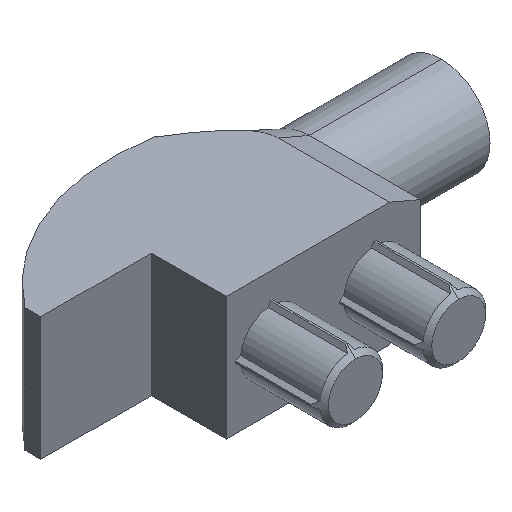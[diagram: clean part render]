
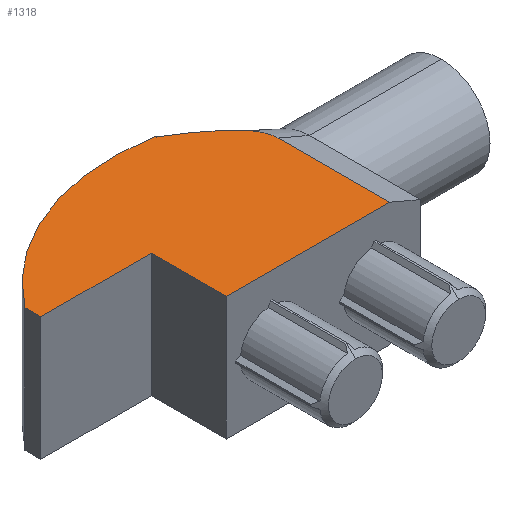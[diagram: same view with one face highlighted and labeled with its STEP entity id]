
A CAD part, isometric view. The second image highlights one B-rep face of the part: STEP entity #1318.
In plain terms, the highlighted planar face has unit normal (0, 0, 1).
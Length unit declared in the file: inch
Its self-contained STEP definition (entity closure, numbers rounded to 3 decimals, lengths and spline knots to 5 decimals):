
#27 = CARTESIAN_POINT ( 'NONE',  ( -0.235, 0.085, 0.07 ) ) ;
#37 = VERTEX_POINT ( 'NONE', #905 ) ;
#44 = PLANE ( 'NONE',  #1542 ) ;
#53 = DIRECTION ( 'NONE',  ( 1., 0., 0. ) ) ;
#57 = EDGE_CURVE ( 'NONE', #579, #37, #319, .T. ) ;
#64 = CARTESIAN_POINT ( 'NONE',  ( 0.07489, 0.13019, 0.07 ) ) ;
#115 = VERTEX_POINT ( 'NONE', #513 ) ;
#128 = EDGE_CURVE ( 'NONE', #446, #1421, #1273, .T. ) ;
#169 = DIRECTION ( 'NONE',  ( 0., -1., 0. ) ) ;
#200 = VERTEX_POINT ( 'NONE', #1144 ) ;
#274 = CARTESIAN_POINT ( 'NONE',  ( -0.235, 0.10301, 0.07 ) ) ;
#319 = LINE ( 'NONE', #1779, #1464 ) ;
#335 = CARTESIAN_POINT ( 'NONE',  ( 0.04204, 0.17273, 0.07 ) ) ;
#341 = CARTESIAN_POINT ( 'NONE',  ( 0.02141, 0.18711, 0.07 ) ) ;
#342 = ORIENTED_EDGE ( 'NONE', *, *, #57, .T. ) ;
#367 = CARTESIAN_POINT ( 'NONE',  ( 0.07395, 0.13443, 0.07 ) ) ;
#378 = EDGE_LOOP ( 'NONE', ( #1217, #890, #1839, #974, #1115, #862, #1670, #342, #554 ) ) ;
#446 = VERTEX_POINT ( 'NONE', #929 ) ;
#492 = CARTESIAN_POINT ( 'NONE',  ( 0.03528, 0.17767, 0.07 ) ) ;
#498 = CARTESIAN_POINT ( 'NONE',  ( 0.0071, -0.04497, 0.07 ) ) ;
#513 = CARTESIAN_POINT ( 'NONE',  ( 0.0071, 0.19695, 0.07 ) ) ;
#521 = CARTESIAN_POINT ( 'NONE',  ( 0.07489, 0., 0.07 ) ) ;
#551 = CARTESIAN_POINT ( 'NONE',  ( -0.11, 0.085, 0.07 ) ) ;
#553 = VECTOR ( 'NONE', #781, 39.37008 ) ;
#554 = ORIENTED_EDGE ( 'NONE', *, *, #1730, .T. ) ;
#562 = CARTESIAN_POINT ( 'NONE',  ( -0.235, 0.085, 0.07 ) ) ;
#564 = DIRECTION ( 'NONE',  ( 0., 1., 0. ) ) ;
#579 = VERTEX_POINT ( 'NONE', #551 ) ;
#612 = VERTEX_POINT ( 'NONE', #562 ) ;
#628 = CARTESIAN_POINT ( 'NONE',  ( -0.03831, -0.04497, 0.07 ) ) ;
#645 = CARTESIAN_POINT ( 'NONE',  ( 0.07078, 0.14225, 0.07 ) ) ;
#668 = LINE ( 'NONE', #27, #1045 ) ;
#679 = EDGE_CURVE ( 'NONE', #1170, #446, #1087, .T. ) ;
#685 = CARTESIAN_POINT ( 'NONE',  ( 0.0071, 0.19596, 0.07 ) ) ;
#713 = CARTESIAN_POINT ( 'NONE',  ( 0.07489, -0.084, 0.07 ) ) ;
#761 = DIRECTION ( 'NONE',  ( 1., 0., 0. ) ) ;
#771 = DIRECTION ( 'NONE',  ( 1., 0., 0. ) ) ;
#780 = LINE ( 'NONE', #1766, #1505 ) ;
#781 = DIRECTION ( 'NONE',  ( 0., 1., 0. ) ) ;
#784 = CARTESIAN_POINT ( 'NONE',  ( 0.06107, 0.15605, 0.07 ) ) ;
#821 = VECTOR ( 'NONE', #53, 39.37008 ) ;
#856 = LINE ( 'NONE', #1484, #821 ) ;
#862 = ORIENTED_EDGE ( 'NONE', *, *, #1276, .T. ) ;
#890 = ORIENTED_EDGE ( 'NONE', *, *, #128, .T. ) ;
#899 = DIRECTION ( 'NONE',  ( 0., -1., 0. ) ) ;
#901 = AXIS2_PLACEMENT_3D ( 'NONE', #628, #1632, #771 ) ;
#905 = CARTESIAN_POINT ( 'NONE',  ( -0.11, 0., 0.07 ) ) ;
#912 = VECTOR ( 'NONE', #1300, 39.37008 ) ;
#920 = EDGE_CURVE ( 'NONE', #115, #200, #959, .T. ) ;
#929 = CARTESIAN_POINT ( 'NONE',  ( 0.07489, 0.126, 0.07 ) ) ;
#959 = LINE ( 'NONE', #1152, #912 ) ;
#974 = ORIENTED_EDGE ( 'NONE', *, *, #920, .T. ) ;
#1014 = EDGE_CURVE ( 'NONE', #612, #579, #780, .T. ) ;
#1020 = LINE ( 'NONE', #498, #553 ) ;
#1042 = DIRECTION ( 'NONE',  ( 1., 0., 0. ) ) ;
#1045 = VECTOR ( 'NONE', #169, 39.37008 ) ;
#1054 = EDGE_CURVE ( 'NONE', #200, #1523, #1109, .T. ) ;
#1087 = LINE ( 'NONE', #713, #1820 ) ;
#1109 = CIRCLE ( 'NONE', #901, 0.24614 ) ;
#1115 = ORIENTED_EDGE ( 'NONE', *, *, #1054, .T. ) ;
#1144 = CARTESIAN_POINT ( 'NONE',  ( 0.007, 0.19697, 0.07 ) ) ;
#1152 = CARTESIAN_POINT ( 'NONE',  ( 0.007, 0.19697, 0.07 ) ) ;
#1168 = CARTESIAN_POINT ( 'NONE',  ( 0.05489, 0.16194, 0.07 ) ) ;
#1170 = VERTEX_POINT ( 'NONE', #521 ) ;
#1176 = CARTESIAN_POINT ( 'NONE',  ( -0.03831, -0.04497, 0.07 ) ) ;
#1217 = ORIENTED_EDGE ( 'NONE', *, *, #679, .T. ) ;
#1273 = B_SPLINE_CURVE_WITH_KNOTS ( 'NONE', 3,
 ( #1506, #64, #367, #645, #1650, #784, #1168, #335, #492, #341, #1645, #1349 ),
 .UNSPECIFIED., .F., .F.,
 ( 4, 2, 2, 2, 2, 4 ),
 ( 0.00102, 0.00134, 0.00166, 0.0023, 0.00294, 0.00358 ),
 .UNSPECIFIED. ) ;
#1276 = EDGE_CURVE ( 'NONE', #1523, #612, #668, .T. ) ;
#1300 = DIRECTION ( 'NONE',  ( -0.988, 0.153, 0. ) ) ;
#1318 = ADVANCED_FACE ( 'NONE', ( #1773 ), #44, .T. ) ;
#1349 = CARTESIAN_POINT ( 'NONE',  ( 0.0071, 0.19596, 0.07 ) ) ;
#1421 = VERTEX_POINT ( 'NONE', #685 ) ;
#1464 = VECTOR ( 'NONE', #899, 39.37008 ) ;
#1484 = CARTESIAN_POINT ( 'NONE',  ( 0., 0., 0.07 ) ) ;
#1505 = VECTOR ( 'NONE', #1042, 39.37008 ) ;
#1506 = CARTESIAN_POINT ( 'NONE',  ( 0.07489, 0.126, 0.07 ) ) ;
#1523 = VERTEX_POINT ( 'NONE', #274 ) ;
#1542 = AXIS2_PLACEMENT_3D ( 'NONE', #1176, #1622, #761 ) ;
#1622 = DIRECTION ( 'NONE',  ( 0., 0., 1. ) ) ;
#1632 = DIRECTION ( 'NONE',  ( 0., 0., 1. ) ) ;
#1645 = CARTESIAN_POINT ( 'NONE',  ( 0.01429, 0.19161, 0.07 ) ) ;
#1650 = CARTESIAN_POINT ( 'NONE',  ( 0.06856, 0.14592, 0.07 ) ) ;
#1670 = ORIENTED_EDGE ( 'NONE', *, *, #1014, .T. ) ;
#1673 = EDGE_CURVE ( 'NONE', #1421, #115, #1020, .T. ) ;
#1730 = EDGE_CURVE ( 'NONE', #37, #1170, #856, .T. ) ;
#1766 = CARTESIAN_POINT ( 'NONE',  ( -0.11, 0.085, 0.07 ) ) ;
#1773 = FACE_OUTER_BOUND ( 'NONE', #378, .T. ) ;
#1779 = CARTESIAN_POINT ( 'NONE',  ( -0.11, 0., 0.07 ) ) ;
#1820 = VECTOR ( 'NONE', #564, 39.37008 ) ;
#1839 = ORIENTED_EDGE ( 'NONE', *, *, #1673, .T. ) ;
